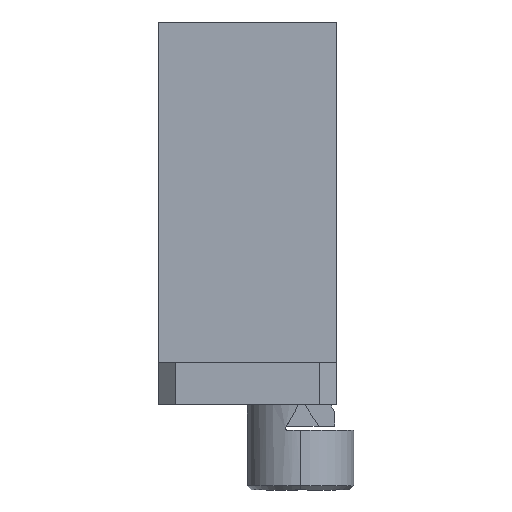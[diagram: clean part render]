
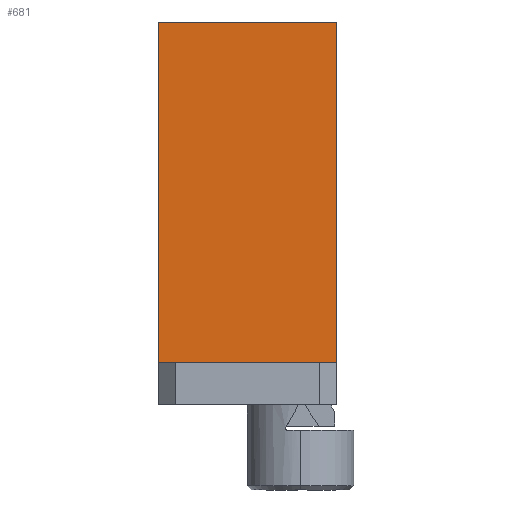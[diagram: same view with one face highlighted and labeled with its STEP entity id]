
A CAD part, front view. The second image highlights one B-rep face of the part: STEP entity #681.
In plain terms, the highlighted planar face has unit normal (0, -1, 0).
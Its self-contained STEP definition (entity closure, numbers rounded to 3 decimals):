
#663=AXIS2_PLACEMENT_3D('Plane Axis2P3D',#660,#661,#662) ;
#170=CARTESIAN_POINT('Vertex',(-21.,-11.5,90.)) ;
#173=CARTESIAN_POINT('Line Origine',(0.,-11.5,90.)) ;
#177=CARTESIAN_POINT('Vertex',(21.,-11.5,90.)) ;
#541=CARTESIAN_POINT('Line Origine',(0.,-11.5,10.)) ;
#545=CARTESIAN_POINT('Vertex',(21.,-11.5,10.)) ;
#547=CARTESIAN_POINT('Vertex',(-21.,-11.5,10.)) ;
#660=CARTESIAN_POINT('Axis2P3D Location',(-21.,-11.5,90.)) ;
#665=CARTESIAN_POINT('Line Origine',(-21.,-11.5,50.)) ;
#670=CARTESIAN_POINT('Line Origine',(21.,-11.5,50.)) ;
#174=DIRECTION('Vector Direction',(1.,0.,0.)) ;
#542=DIRECTION('Vector Direction',(-1.,0.,0.)) ;
#661=DIRECTION('Axis2P3D Direction',(0.,-1.,0.)) ;
#662=DIRECTION('Axis2P3D XDirection',(-1.,0.,0.)) ;
#666=DIRECTION('Vector Direction',(0.,0.,1.)) ;
#671=DIRECTION('Vector Direction',(0.,0.,-1.)) ;
#175=VECTOR('Line Direction',#174,1.) ;
#543=VECTOR('Line Direction',#542,1.) ;
#667=VECTOR('Line Direction',#666,1.) ;
#672=VECTOR('Line Direction',#671,1.) ;
#676=ORIENTED_EDGE('',*,*,#669,.F.) ;
#677=ORIENTED_EDGE('',*,*,#549,.F.) ;
#678=ORIENTED_EDGE('',*,*,#674,.F.) ;
#679=ORIENTED_EDGE('',*,*,#179,.F.) ;
#681=ADVANCED_FACE('01_SCS01_\X2\89D2578B30AD30E330D330B930E930A430C930593063307D3093672C4F53\X0\',(#680),#664,.T.) ;
#179=EDGE_CURVE('',#171,#178,#176,.T.) ;
#549=EDGE_CURVE('',#546,#548,#544,.T.) ;
#669=EDGE_CURVE('',#548,#171,#668,.T.) ;
#674=EDGE_CURVE('',#178,#546,#673,.T.) ;
#675=EDGE_LOOP('',(#676,#677,#678,#679)) ;
#680=FACE_OUTER_BOUND('',#675,.T.) ;
#176=LINE('Line',#173,#175) ;
#544=LINE('Line',#541,#543) ;
#668=LINE('Line',#665,#667) ;
#673=LINE('Line',#670,#672) ;
#664=PLANE('Plane',#663) ;
#171=VERTEX_POINT('',#170) ;
#178=VERTEX_POINT('',#177) ;
#546=VERTEX_POINT('',#545) ;
#548=VERTEX_POINT('',#547) ;
